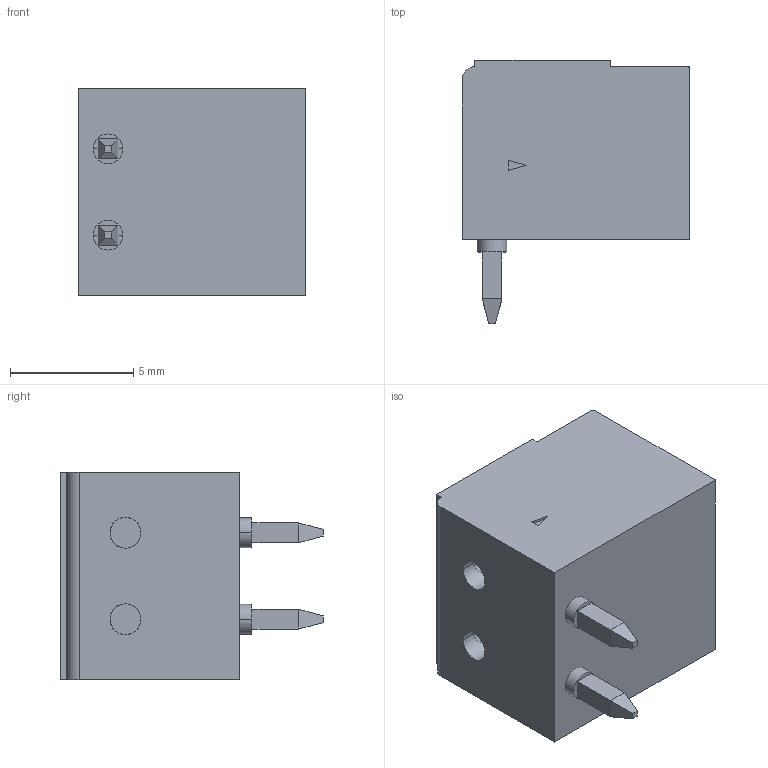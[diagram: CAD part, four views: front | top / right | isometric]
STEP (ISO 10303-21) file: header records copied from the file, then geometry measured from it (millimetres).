
FILE_DESCRIPTION(('STEP AP214'),'1');
FILE_NAME(' ',' ',('TraceParts'),('TraceParts S.A.'),'XStep 1.0',' ',' ');
FILE_SCHEMA(('automotive_design'));
Length unit declared in the file: millimetre
Products named in the file (1): mc_1.5-2-g-3.5
Bounding box: 9.2 x 10.65 x 8.4 mm (x, y, z)
Volume: 350.8 mm3; surface area: 779.6 mm2
Topology: 1 solids, 1 shells, 197 faces, 483 edges, 306 vertices
Faces by surface type: plane 139, cylinder 54, cone 4
Entity records: 12586 total; most frequent: CARTESIAN_POINT 2331, STYLED_ITEM 987, PRESENTATION_STYLE_ASSIGNMENT 987, COLOUR_RGB 987, DIRECTION 975, ORIENTED_EDGE 966, EDGE_CURVE 483, CURVE_STYLE 483
